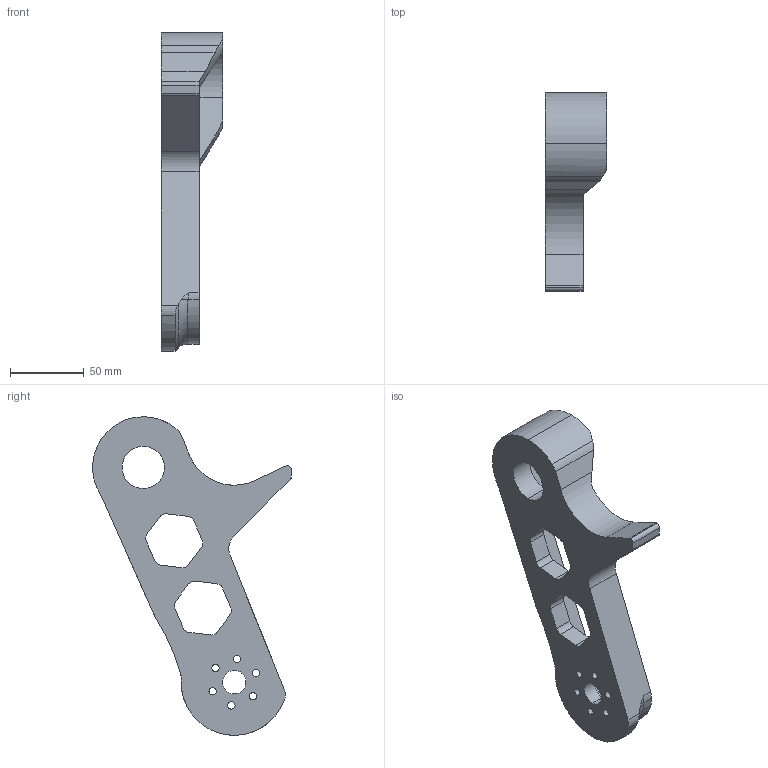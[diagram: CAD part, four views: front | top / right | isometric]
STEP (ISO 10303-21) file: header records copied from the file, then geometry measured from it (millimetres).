
FILE_DESCRIPTION (( 'STEP AP214' ), '1' );
FILE_NAME ('2.0 arm body - Stubby.STEP', '2024-04-30T05:05:01', ( '' ), ( '' ), 'SwSTEP 2.0', 'SolidWorks 2023', '' );
FILE_SCHEMA (( 'AUTOMOTIVE_DESIGN' ));
Length unit declared in the file: inch
Products named in the file (1): 2.0 arm body - Stubby
Bounding box: 41.27 x 134.28 x 215.43 mm (x, y, z)
Volume: 239495.7 mm3; surface area: 56422.4 mm2
Topology: 1 solids, 1 shells, 123 faces, 346 edges, 224 vertices
Faces by surface type: cylinder 67, plane 31, torus 19, cone 3, bspline 3
Entity records: 4391 total; most frequent: CARTESIAN_POINT 1049, DIRECTION 740, ORIENTED_EDGE 688, EDGE_CURVE 344, AXIS2_PLACEMENT_3D 299, VERTEX_POINT 224, CIRCLE 178, EDGE_LOOP 144
